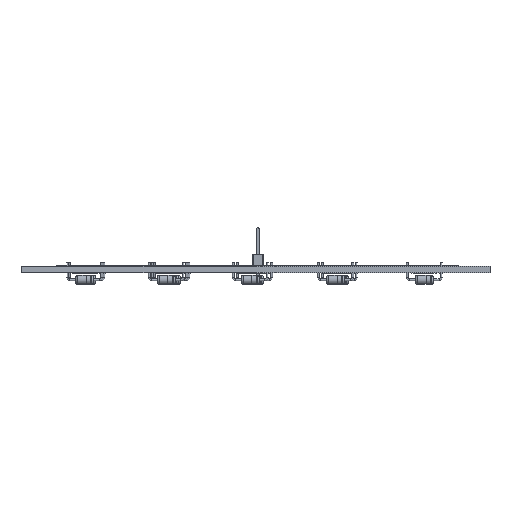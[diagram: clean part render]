
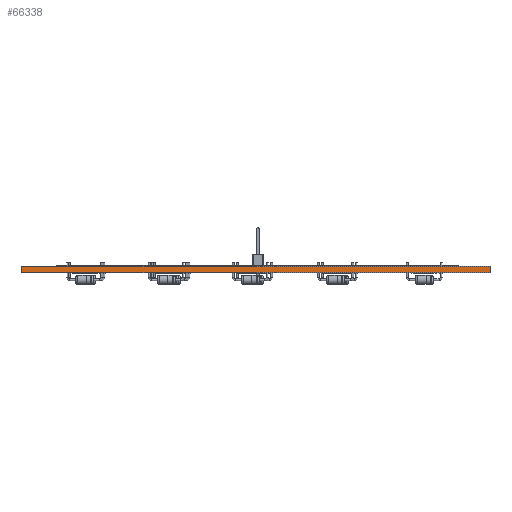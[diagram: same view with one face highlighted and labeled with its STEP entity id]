
A CAD part, front view. The second image highlights one B-rep face of the part: STEP entity #66338.
In plain terms, the highlighted planar face has unit normal (0, -1, 0).
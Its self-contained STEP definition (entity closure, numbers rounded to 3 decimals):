
#66338 = ADVANCED_FACE('',(#66339),#66373,.T.);
#66339 = FACE_BOUND('',#66340,.T.);
#66340 = EDGE_LOOP('',(#66341,#66351,#66359,#66367));
#66341 = ORIENTED_EDGE('',*,*,#66342,.T.);
#66342 = EDGE_CURVE('',#66343,#66345,#66347,.T.);
#66343 = VERTEX_POINT('',#66344);
#66344 = CARTESIAN_POINT('',(130.,-160.,0.));
#66345 = VERTEX_POINT('',#66346);
#66346 = CARTESIAN_POINT('',(130.,-160.,1.51));
#66347 = LINE('',#66348,#66349);
#66348 = CARTESIAN_POINT('',(130.,-160.,0.));
#66349 = VECTOR('',#66350,1.);
#66350 = DIRECTION('',(0.,0.,1.));
#66351 = ORIENTED_EDGE('',*,*,#66352,.T.);
#66352 = EDGE_CURVE('',#66345,#66353,#66355,.T.);
#66353 = VERTEX_POINT('',#66354);
#66354 = CARTESIAN_POINT('',(25.,-160.,1.51));
#66355 = LINE('',#66356,#66357);
#66356 = CARTESIAN_POINT('',(130.,-160.,1.51));
#66357 = VECTOR('',#66358,1.);
#66358 = DIRECTION('',(-1.,0.,0.));
#66359 = ORIENTED_EDGE('',*,*,#66360,.F.);
#66360 = EDGE_CURVE('',#66361,#66353,#66363,.T.);
#66361 = VERTEX_POINT('',#66362);
#66362 = CARTESIAN_POINT('',(25.,-160.,0.));
#66363 = LINE('',#66364,#66365);
#66364 = CARTESIAN_POINT('',(25.,-160.,0.));
#66365 = VECTOR('',#66366,1.);
#66366 = DIRECTION('',(0.,0.,1.));
#66367 = ORIENTED_EDGE('',*,*,#66368,.F.);
#66368 = EDGE_CURVE('',#66343,#66361,#66369,.T.);
#66369 = LINE('',#66370,#66371);
#66370 = CARTESIAN_POINT('',(130.,-160.,0.));
#66371 = VECTOR('',#66372,1.);
#66372 = DIRECTION('',(-1.,0.,0.));
#66373 = PLANE('',#66374);
#66374 = AXIS2_PLACEMENT_3D('',#66375,#66376,#66377);
#66375 = CARTESIAN_POINT('',(130.,-160.,0.));
#66376 = DIRECTION('',(0.,-1.,0.));
#66377 = DIRECTION('',(-1.,0.,0.));
